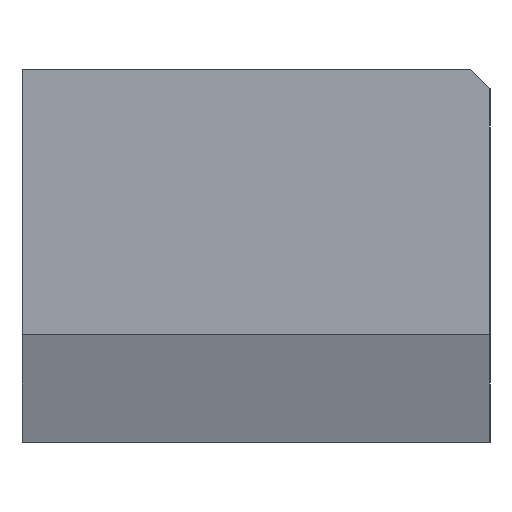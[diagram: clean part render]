
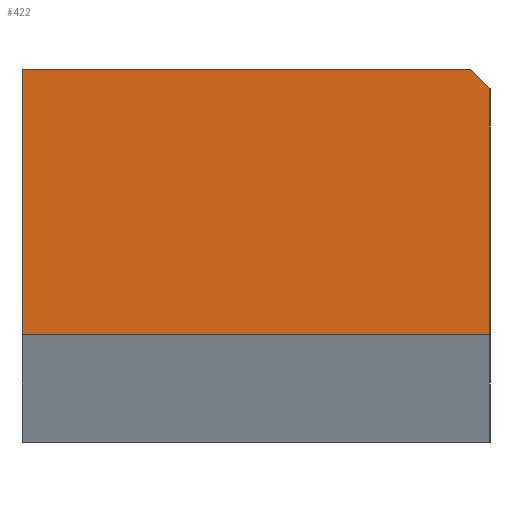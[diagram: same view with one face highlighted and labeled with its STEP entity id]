
A CAD part, left-side view. The second image highlights one B-rep face of the part: STEP entity #422.
In plain terms, the highlighted planar face has unit normal (-1, 0, 0).
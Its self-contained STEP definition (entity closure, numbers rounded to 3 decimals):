
#422=ADVANCED_FACE('NONE',(#1033),#1034,.F.);
#1033=FACE_OUTER_BOUND('',#1830,.T.);
#1034=PLANE('',#1831);
#1830=EDGE_LOOP('',(#3469,#3470,#3471,#3472,#3473));
#1831=AXIS2_PLACEMENT_3D('',#3474,#3475,#3476);
#3469=ORIENTED_EDGE('',*,*,#5041,.F.);
#3470=ORIENTED_EDGE('',*,*,#5757,.T.);
#3471=ORIENTED_EDGE('',*,*,#5758,.F.);
#3472=ORIENTED_EDGE('',*,*,#5556,.T.);
#3473=ORIENTED_EDGE('',*,*,#5759,.F.);
#3474=CARTESIAN_POINT('',(0.0,0.0,39.0));
#3475=DIRECTION('',(1.0,0.0,0.0));
#3476=DIRECTION('',(0.0,1.0,-0.0));
#5041=EDGE_CURVE('NONE',#6089,#6091,#6092,.T.);
#5556=EDGE_CURVE('NONE',#7120,#7118,#7121,.T.);
#5757=EDGE_CURVE('NONE',#6089,#7325,#7326,.T.);
#5758=EDGE_CURVE('NONE',#7120,#7325,#7327,.T.);
#5759=EDGE_CURVE('NONE',#6091,#7118,#7328,.T.);
#6089=VERTEX_POINT('NONE',#7659);
#6091=VERTEX_POINT('NONE',#7662);
#6092=LINE('',#7663,#7664);
#7118=VERTEX_POINT('NONE',#9202);
#7120=VERTEX_POINT('NONE',#9205);
#7121=LINE('',#9206,#9207);
#7325=VERTEX_POINT('NONE',#9545);
#7326=LINE('',#9546,#9547);
#7327=LINE('',#9548,#9549);
#7328=LINE('',#9550,#9551);
#7659=CARTESIAN_POINT('',(0.0,0.0,37.));
#7662=CARTESIAN_POINT('',(0.0,0.0,11.25));
#7663=CARTESIAN_POINT('',(0.0,0.0,39.0));
#7664=VECTOR('',#10008,1000.0);
#9202=CARTESIAN_POINT('',(0.0,49.0,11.25));
#9205=CARTESIAN_POINT('',(0.0,49.0,39.0));
#9206=CARTESIAN_POINT('',(0.0,49.0,39.0));
#9207=VECTOR('',#10522,1000.0);
#9545=CARTESIAN_POINT('',(0.0,2.,39.0));
#9546=CARTESIAN_POINT('',(0.0,2.,39.0));
#9547=VECTOR('',#10657,1000.0);
#9548=CARTESIAN_POINT('',(0.0,0.0,39.0));
#9549=VECTOR('',#10658,1000.0);
#9550=CARTESIAN_POINT('',(0.0,0.0,11.25));
#9551=VECTOR('',#10659,1000.0);
#10008=DIRECTION('',(-0.0,-0.0,-1.0));
#10522=DIRECTION('',(-0.0,-0.0,-1.0));
#10657=DIRECTION('',(-0.0,0.707,0.707));
#10658=DIRECTION('',(-0.0,-1.0,-0.0));
#10659=DIRECTION('',(0.0,1.0,0.0));
